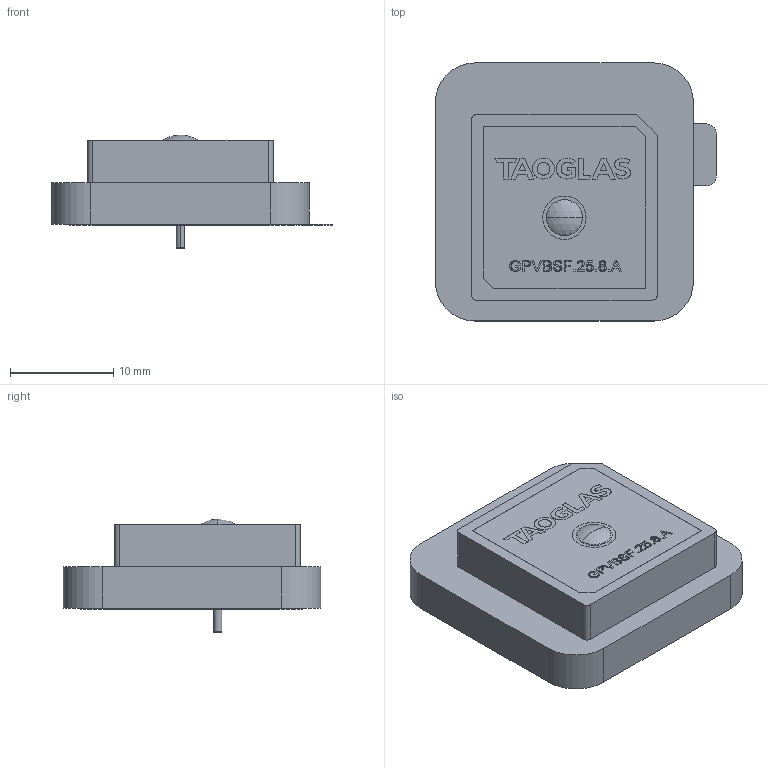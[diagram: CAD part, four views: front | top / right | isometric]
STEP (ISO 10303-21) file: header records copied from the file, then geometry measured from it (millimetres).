
FILE_DESCRIPTION (( 'STEP AP214' ), '1' );
FILE_NAME ('GPVBSF.25.8.A.STEP', '2025-03-11T03:13:31', ( '' ), ( '' ), 'SwSTEP 2.0', 'SolidWorks 2022', '' );
FILE_SCHEMA (( 'AUTOMOTIVE_DESIGN' ));
Length unit declared in the file: millimetre
Products named in the file (4): GPVSF.25_預設; Pin10.52_預設; GPVBSF.18_預設; GPVBSF.25.8.A
Assembly tree (3 placements, depth 2):
  GPVBSF.25.8.A
    GPVBSF.18_預設
    GPVSF.25_預設
    Pin10.52_預設
Bounding box: 27.25 x 25 x 11.02 mm (x, y, z)
Volume: 3833.8 mm3; surface area: 2616.6 mm2
Topology: 3 solids, 3 shells, 347 faces, 918 edges, 611 vertices
Faces by surface type: plane 184, bspline 135, cylinder 24, torus 2, sphere 2
Entity records: 18675 total; most frequent: CARTESIAN_POINT 7517, ORIENTED_EDGE 1836, DIRECTION 1140, EDGE_CURVE 918, VERTEX_POINT 611, LINE 592, VECTOR 592, EDGE_LOOP 381
